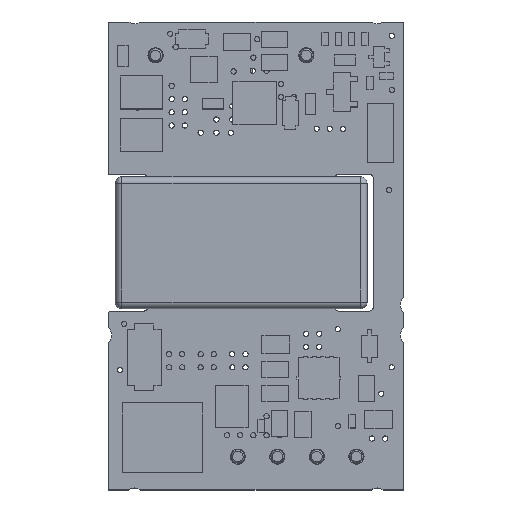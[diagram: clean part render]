
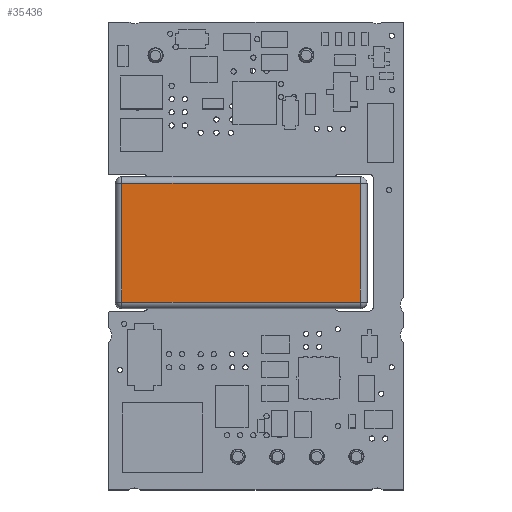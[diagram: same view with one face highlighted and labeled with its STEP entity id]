
A CAD part, top view. The second image highlights one B-rep face of the part: STEP entity #35436.
In plain terms, the highlighted face is planar.
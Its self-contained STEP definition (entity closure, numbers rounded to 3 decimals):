
#87 = AXIS2_PLACEMENT_3D ( 'NONE', #10604, #42693, #21361 ) ;
#2214 = FACE_OUTER_BOUND ( 'NONE', #40418, .T. ) ;
#5188 = CARTESIAN_POINT ( 'NONE',  ( 0., 0., 4.5 ) ) ;
#6872 = LINE ( 'NONE', #28383, #41414 ) ;
#8289 = VERTEX_POINT ( 'NONE', #28181 ) ;
#8944 = LINE ( 'NONE', #11472, #36230 ) ;
#10065 = EDGE_CURVE ( 'NONE', #16289, #41586, #8944, .T. ) ;
#10604 = CARTESIAN_POINT ( 'NONE',  ( 0., 0., 0. ) ) ;
#10623 = DIRECTION ( 'NONE',  ( 0., 0., -1. ) ) ;
#11472 = CARTESIAN_POINT ( 'NONE',  ( 0., 0., -4.5 ) ) ;
#14926 = DIRECTION ( 'NONE',  ( 1., 0., 0. ) ) ;
#16289 = VERTEX_POINT ( 'NONE', #20671 ) ;
#16924 = LINE ( 'NONE', #5188, #25273 ) ;
#17203 = ORIENTED_EDGE ( 'NONE', *, *, #37248, .T. ) ;
#17655 = ORIENTED_EDGE ( 'NONE', *, *, #21937, .T. ) ;
#18948 = EDGE_CURVE ( 'NONE', #40348, #8289, #16924, .T. ) ;
#20671 = CARTESIAN_POINT ( 'NONE',  ( -9.05, 0., -4.5 ) ) ;
#21361 = DIRECTION ( 'NONE',  ( 0., 0., 1. ) ) ;
#21937 = EDGE_CURVE ( 'NONE', #8289, #16289, #6872, .T. ) ;
#24531 = CARTESIAN_POINT ( 'NONE',  ( 9.05, 0., 0. ) ) ;
#25273 = VECTOR ( 'NONE', #30071, 1000. ) ;
#26408 = ORIENTED_EDGE ( 'NONE', *, *, #10065, .T. ) ;
#27638 = CARTESIAN_POINT ( 'NONE',  ( 9.05, 0., 4.5 ) ) ;
#28079 = DIRECTION ( 'NONE',  ( 0., 0., 1. ) ) ;
#28181 = CARTESIAN_POINT ( 'NONE',  ( -9.05, 0., 4.5 ) ) ;
#28383 = CARTESIAN_POINT ( 'NONE',  ( -9.05, 0., 0. ) ) ;
#30071 = DIRECTION ( 'NONE',  ( -1., 0., 0. ) ) ;
#33837 = VECTOR ( 'NONE', #28079, 1000. ) ;
#35436 = ADVANCED_FACE ( 'NONE', ( #2214 ), #35506, .F. ) ;
#35506 = PLANE ( 'NONE',  #87 ) ;
#35813 = ORIENTED_EDGE ( 'NONE', *, *, #18948, .T. ) ;
#36230 = VECTOR ( 'NONE', #14926, 1000. ) ;
#37248 = EDGE_CURVE ( 'NONE', #41586, #40348, #42202, .T. ) ;
#38497 = CARTESIAN_POINT ( 'NONE',  ( 9.05, 0., -4.5 ) ) ;
#40348 = VERTEX_POINT ( 'NONE', #27638 ) ;
#40418 = EDGE_LOOP ( 'NONE', ( #35813, #17655, #26408, #17203 ) ) ;
#41414 = VECTOR ( 'NONE', #10623, 1000. ) ;
#41586 = VERTEX_POINT ( 'NONE', #38497 ) ;
#42202 = LINE ( 'NONE', #24531, #33837 ) ;
#42693 = DIRECTION ( 'NONE',  ( 0., 1., 0. ) ) ;
